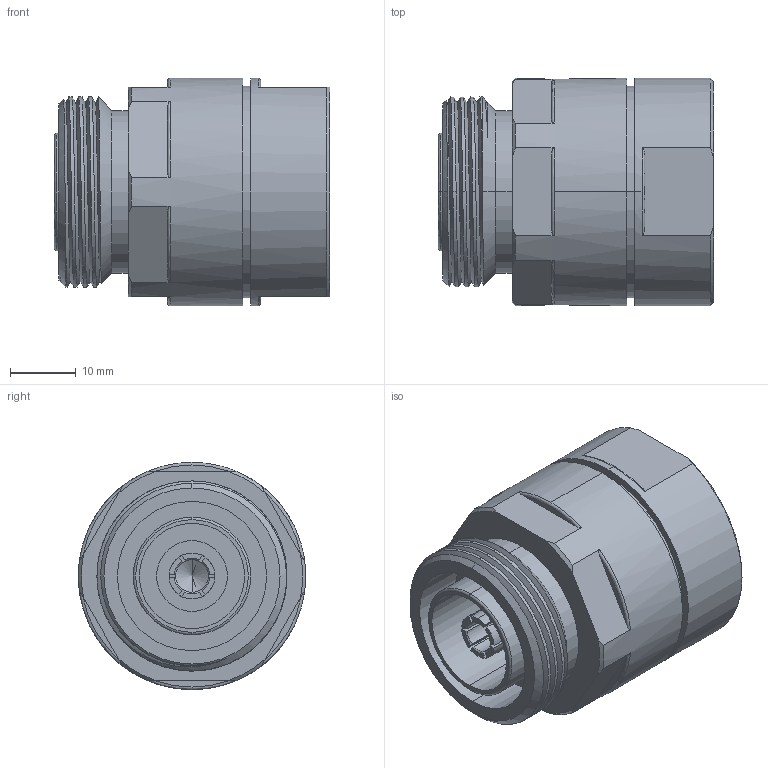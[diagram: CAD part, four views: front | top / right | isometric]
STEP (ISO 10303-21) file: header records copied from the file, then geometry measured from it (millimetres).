
FILE_DESCRIPTION((''),'2;1');
FILE_NAME('PRT0001','2021-09-02T',('1111'),(''),'PRO/ENGINEER BY PARAMETRIC TECHNOLOGY CORPORATION, 2012090','PRO/ENGINEER BY PARAMETRIC TECHNOLOGY CORPORATION, 2012090','');
FILE_SCHEMA(('CONFIG_CONTROL_DESIGN'));
Length unit declared in the file: millimetre
Products named in the file (1): PRT0001
Bounding box: 42 x 34.7 x 34.7 mm (x, y, z)
Volume: 31229.5 mm3; surface area: 8831.7 mm2
Topology: 1 solids, 1 shells, 114 faces, 298 edges, 192 vertices
Faces by surface type: plane 49, cylinder 31, cone 20, torus 10, bspline 4
Entity records: 4848 total; most frequent: CARTESIAN_POINT 2055, ORIENTED_EDGE 592, DIRECTION 562, EDGE_CURVE 296, AXIS2_PLACEMENT_3D 225, VERTEX_POINT 192, EDGE_LOOP 122, CIRCLE 115
